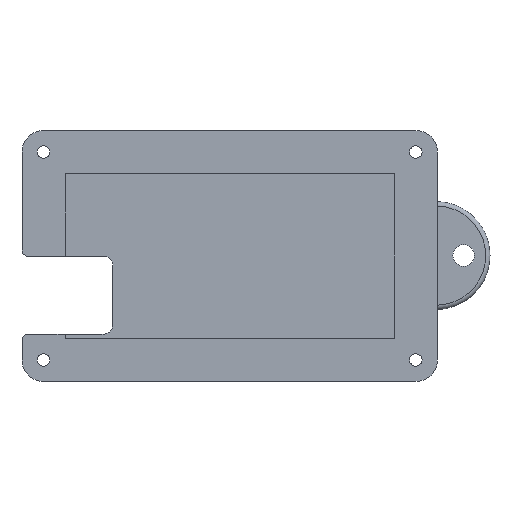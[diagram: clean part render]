
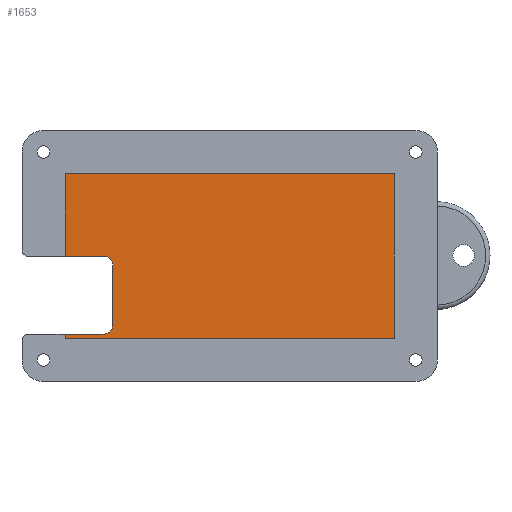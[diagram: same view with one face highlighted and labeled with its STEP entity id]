
A CAD part, front view. The second image highlights one B-rep face of the part: STEP entity #1653.
In plain terms, the highlighted planar face has unit normal (0, -1, 0).
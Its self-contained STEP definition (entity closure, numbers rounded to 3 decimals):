
#101=PLANE('',#1813);
#188=FACE_OUTER_BOUND('',#296,.T.);
#296=EDGE_LOOP('',(#1496,#1497,#1498,#1499,#1500,#1501,#1502,#1503,#1504,
#1505));
#432=LINE('',#2793,#598);
#437=LINE('',#2804,#603);
#442=LINE('',#2816,#608);
#460=LINE('',#2887,#626);
#461=LINE('',#2890,#627);
#463=LINE('',#2912,#629);
#464=LINE('',#2914,#630);
#465=LINE('',#2915,#631);
#598=VECTOR('',#2152,10.);
#603=VECTOR('',#2163,10.);
#608=VECTOR('',#2174,10.);
#626=VECTOR('',#2222,10.);
#627=VECTOR('',#2225,10.);
#629=VECTOR('',#2255,10.);
#630=VECTOR('',#2256,10.);
#631=VECTOR('',#2257,10.);
#679=CIRCLE('',#1779,2.);
#680=CIRCLE('',#1782,2.);
#809=VERTEX_POINT('',#2790);
#810=VERTEX_POINT('',#2792);
#812=VERTEX_POINT('',#2798);
#813=VERTEX_POINT('',#2802);
#814=VERTEX_POINT('',#2806);
#817=VERTEX_POINT('',#2814);
#835=VERTEX_POINT('',#2885);
#836=VERTEX_POINT('',#2889);
#842=VERTEX_POINT('',#2911);
#843=VERTEX_POINT('',#2913);
#1015=EDGE_CURVE('',#810,#809,#432,.T.);
#1019=EDGE_CURVE('',#812,#809,#679,.T.);
#1021=EDGE_CURVE('',#812,#813,#437,.T.);
#1023=EDGE_CURVE('',#814,#813,#680,.T.);
#1027=EDGE_CURVE('',#814,#817,#442,.T.);
#1054=EDGE_CURVE('',#817,#835,#460,.T.);
#1055=EDGE_CURVE('',#836,#810,#461,.T.);
#1066=EDGE_CURVE('',#835,#842,#463,.T.);
#1067=EDGE_CURVE('',#842,#843,#464,.T.);
#1068=EDGE_CURVE('',#843,#836,#465,.T.);
#1496=ORIENTED_EDGE('',*,*,#1015,.T.);
#1497=ORIENTED_EDGE('',*,*,#1019,.F.);
#1498=ORIENTED_EDGE('',*,*,#1021,.T.);
#1499=ORIENTED_EDGE('',*,*,#1023,.F.);
#1500=ORIENTED_EDGE('',*,*,#1027,.T.);
#1501=ORIENTED_EDGE('',*,*,#1054,.T.);
#1502=ORIENTED_EDGE('',*,*,#1066,.T.);
#1503=ORIENTED_EDGE('',*,*,#1067,.T.);
#1504=ORIENTED_EDGE('',*,*,#1068,.T.);
#1505=ORIENTED_EDGE('',*,*,#1055,.T.);
#1653=ADVANCED_FACE('',(#188),#101,.F.);
#1779=AXIS2_PLACEMENT_3D('',#2800,#2158,#2159);
#1782=AXIS2_PLACEMENT_3D('',#2808,#2167,#2168);
#1813=AXIS2_PLACEMENT_3D('',#2910,#2253,#2254);
#2152=DIRECTION('',(1.,0.,0.));
#2158=DIRECTION('center_axis',(0.,-1.,0.));
#2159=DIRECTION('ref_axis',(0.707,0.,0.707));
#2163=DIRECTION('',(0.,0.,-1.));
#2167=DIRECTION('center_axis',(0.,-1.,0.));
#2168=DIRECTION('ref_axis',(0.707,0.,-0.707));
#2174=DIRECTION('',(-1.,0.,0.));
#2222=DIRECTION('',(0.,0.,-1.));
#2225=DIRECTION('',(0.,0.,-1.));
#2253=DIRECTION('center_axis',(0.,1.,0.));
#2254=DIRECTION('ref_axis',(1.,0.,0.));
#2255=DIRECTION('',(1.,0.,0.));
#2256=DIRECTION('',(0.,0.,1.));
#2257=DIRECTION('',(-1.,0.,0.));
#2790=CARTESIAN_POINT('',(9.019,-6.,-19.2));
#2792=CARTESIAN_POINT('',(0.,-6.,-19.2));
#2793=CARTESIAN_POINT('',(24.585,-6.,-19.2));
#2798=CARTESIAN_POINT('',(11.019,-6.,-21.2));
#2800=CARTESIAN_POINT('Origin',(9.019,-6.,-21.2));
#2802=CARTESIAN_POINT('',(11.019,-6.,-35.2));
#2804=CARTESIAN_POINT('',(11.019,-6.,-28.15));
#2806=CARTESIAN_POINT('',(9.019,-6.,-37.2));
#2808=CARTESIAN_POINT('Origin',(9.019,-6.,-35.2));
#2814=CARTESIAN_POINT('',(0.,-6.,-37.2));
#2816=CARTESIAN_POINT('',(14.085,-6.,-37.2));
#2885=CARTESIAN_POINT('',(0.,-6.,-38.2));
#2887=CARTESIAN_POINT('',(0.,-6.,-28.65));
#2889=CARTESIAN_POINT('',(0.,-6.,0.));
#2890=CARTESIAN_POINT('',(0.,-6.,-28.65));
#2910=CARTESIAN_POINT('Origin',(38.15,-6.,-19.1));
#2911=CARTESIAN_POINT('',(76.3,-6.,-38.2));
#2912=CARTESIAN_POINT('',(57.225,-6.,-38.2));
#2913=CARTESIAN_POINT('',(76.3,-6.,0.));
#2914=CARTESIAN_POINT('',(76.3,-6.,-9.55));
#2915=CARTESIAN_POINT('',(19.075,-6.,0.));
